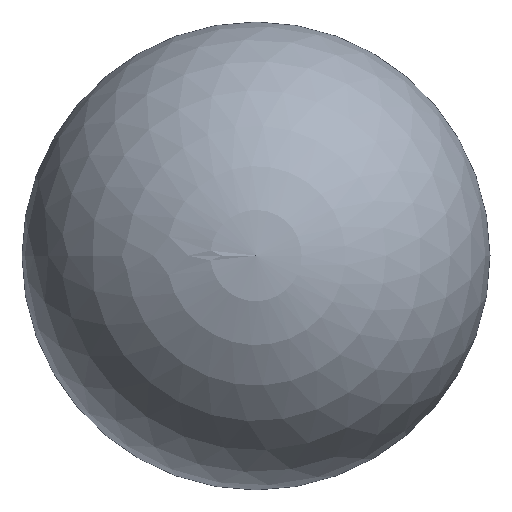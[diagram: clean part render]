
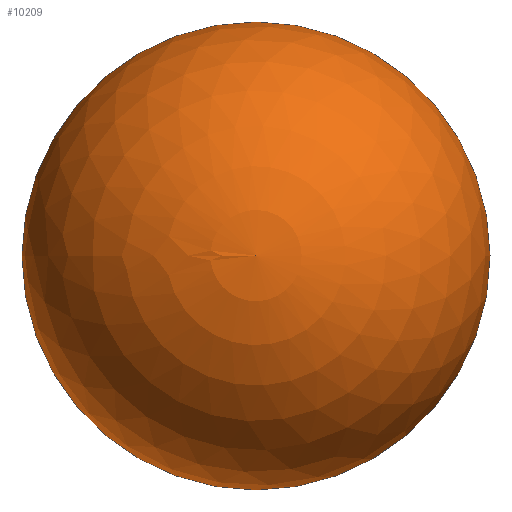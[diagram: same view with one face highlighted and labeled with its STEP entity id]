
A CAD part, top view. The second image highlights one B-rep face of the part: STEP entity #10209.
In plain terms, the highlighted spherical face has radius 40 mm.
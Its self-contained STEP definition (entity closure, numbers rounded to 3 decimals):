
#303 = CARTESIAN_POINT ( 'NONE',  ( 0., 0., 0. ) ) ;
#1507 = CIRCLE ( 'NONE', #8298, 40. ) ;
#2277 = DIRECTION ( 'NONE',  ( 0., 0., -1. ) ) ;
#2808 = AXIS2_PLACEMENT_3D ( 'NONE', #4434, #9193, #7381 ) ;
#3041 = EDGE_CURVE ( 'NONE', #10662, #9529, #1507, .T. ) ;
#3351 = EDGE_LOOP ( 'NONE', ( #7002, #7018 ) ) ;
#4010 = CARTESIAN_POINT ( 'NONE',  ( -40., 0., 0. ) ) ;
#4101 = SPHERICAL_SURFACE ( 'NONE', #2808, 40. ) ;
#4434 = CARTESIAN_POINT ( 'NONE',  ( 0., 0., 0. ) ) ;
#5211 = FACE_OUTER_BOUND ( 'NONE', #3351, .T. ) ;
#5778 = CARTESIAN_POINT ( 'NONE',  ( 40., 0., 0. ) ) ;
#6341 = AXIS2_PLACEMENT_3D ( 'NONE', #303, #2277, #6445 ) ;
#6445 = DIRECTION ( 'NONE',  ( -1., 0., 0. ) ) ;
#7002 = ORIENTED_EDGE ( 'NONE', *, *, #11344, .F. ) ;
#7018 = ORIENTED_EDGE ( 'NONE', *, *, #3041, .F. ) ;
#7381 = DIRECTION ( 'NONE',  ( -1., 0., 0. ) ) ;
#8282 = CARTESIAN_POINT ( 'NONE',  ( 0., 0., 0. ) ) ;
#8298 = AXIS2_PLACEMENT_3D ( 'NONE', #8282, #9184, #10052 ) ;
#9184 = DIRECTION ( 'NONE',  ( 0., 0., -1. ) ) ;
#9193 = DIRECTION ( 'NONE',  ( 0., 0., 1. ) ) ;
#9529 = VERTEX_POINT ( 'NONE', #4010 ) ;
#10052 = DIRECTION ( 'NONE',  ( -1., 0., 0. ) ) ;
#10209 = ADVANCED_FACE ( 'NONE', ( #5211 ), #4101, .T. ) ;
#10638 = CIRCLE ( 'NONE', #6341, 40. ) ;
#10662 = VERTEX_POINT ( 'NONE', #5778 ) ;
#11344 = EDGE_CURVE ( 'NONE', #9529, #10662, #10638, .T. ) ;
